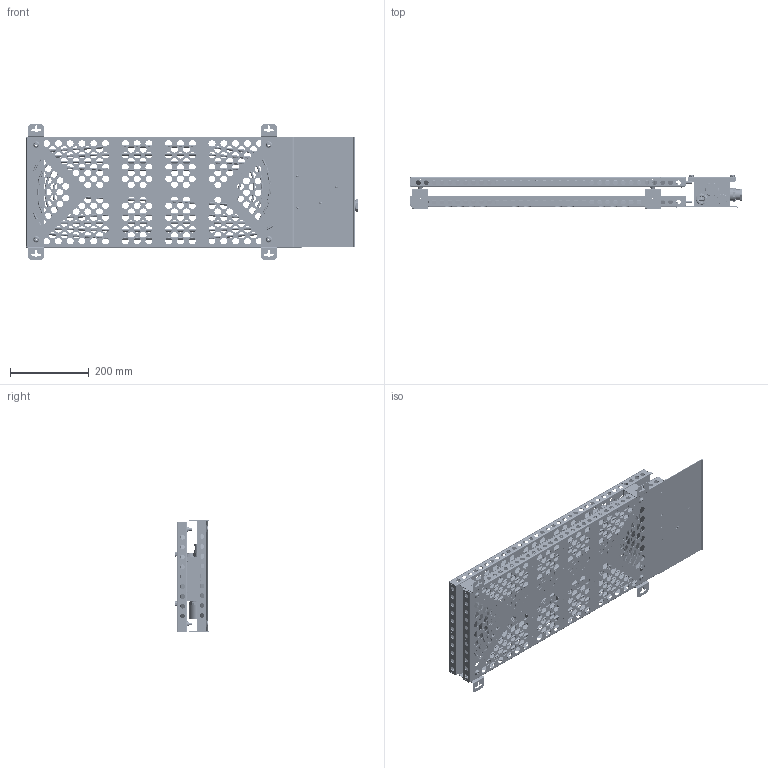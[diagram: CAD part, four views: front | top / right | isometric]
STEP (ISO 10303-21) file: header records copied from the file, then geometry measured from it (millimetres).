
FILE_DESCRIPTION (( 'STEP AP214' ), '1' );
FILE_NAME ('920A107229.STEP', '2015-04-15T13:01:05', ( 'Windows User' ), ( 'Windows User' ), 'SwSTEP 2.0', 'SolidWorks 2015', '' );
FILE_SCHEMA (( 'AUTOMOTIVE_DESIGN' ));
Length unit declared in the file: millimetre
Products named in the file (32): 100A105930; Pe bolt; 920A107006_Default<As Machined>; TEEF 795 Kontramutter; TEF 730  LEGG 9; 920A107229; E204 2B M20 LEGG 15; E204 3A M25 LEGG 9; 100A106142_refDWG; 100A8585 (2)_Default<As Machined>; kontra mutter m20; kontra mutter m25; TEF 7947 M20; HEAT TRACING CABLE SIZE C. 1.6MM TYKK; 790A4457; 920A105571; merking nr L; 920A105751; merking nr n; 920A105387; merking nr 1; 920A105386; USLKG10N; 920A4682; UT 6; 920A105385; UT 2,5; 920A105567; 100A8512 (2); 920A106038 (Dobbel med TERMOSTAT); Skrue hylse; sporskrue
Assembly tree (86 placements, depth 3):
  920A107229
    920A106038 (Dobbel med TERMOSTAT)
      920A107006_Default<As Machined>
      100A105930
      Skrue hylse  x4
      100A8512 (2)
      UT 2,5  x2
      UT 6  x4
      USLKG10N  x3
      merking nr 1  x4
      merking nr n  x4
      merking nr L  x4
      790A4457  x3
      TEF 7947 M20
      kontra mutter m25  x4
      kontra mutter m20  x2
      100A8585 (2)_Default<As Machined>
      100A106142_refDWG
      E204 3A M25 LEGG 9
      E204 2B M20 LEGG 15
      TEF 730  LEGG 9
      TEEF 795 Kontramutter
      Pe bolt
      sporskrue  x4
    920A105567  x2
    Skrue hylse  x4
    920A105385  x2
    920A4682  x20
    920A105386  x2
    920A105387  x2
    920A105751
    920A105571
    HEAT TRACING CABLE SIZE C. 1.6MM TYKK  x2
Bounding box: 842.46 x 86.5 x 343 mm (x, y, z)
Volume: 1818687.9 mm3; surface area: 2290311.9 mm2
Topology: 98 solids, 107 shells, 8958 faces, 24277 edges, 15646 vertices
Faces by surface type: cylinder 4706, plane 3352, cone 352, bspline 346, torus 178, sphere 24
Entity records: 167945 total; most frequent: CARTESIAN_POINT 41948, ORIENTED_EDGE 22519, DIRECTION 22155, EDGE_CURVE 11288, AXIS2_PLACEMENT_3D 8215, VERTEX_POINT 7281, EDGE_LOOP 5760, LINE 5725
